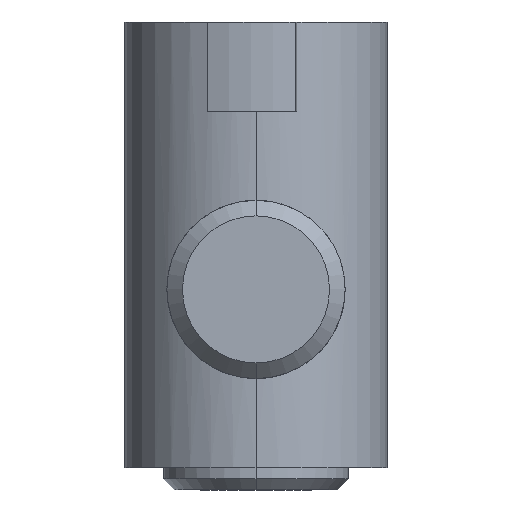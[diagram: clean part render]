
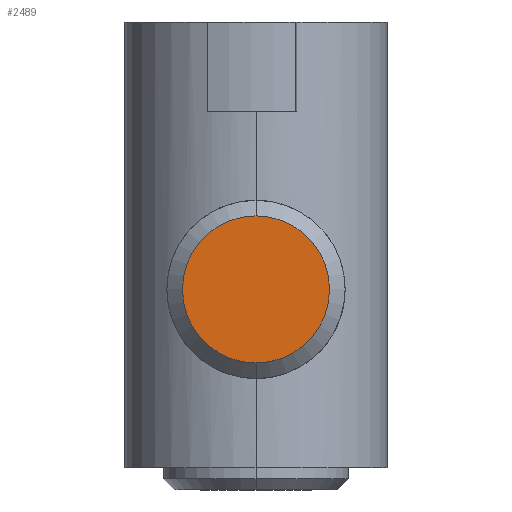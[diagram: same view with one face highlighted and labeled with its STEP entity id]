
A CAD part, left-side view. The second image highlights one B-rep face of the part: STEP entity #2489.
In plain terms, the highlighted planar face has unit normal (-1, 0, 0).
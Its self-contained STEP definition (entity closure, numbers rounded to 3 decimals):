
#20 = EDGE_CURVE ( 'NONE', #3498, #1990, #2255, .T. ) ;
#193 = AXIS2_PLACEMENT_3D ( 'NONE', #451, #769, #3617 ) ;
#272 = DIRECTION ( 'NONE',  ( 1., 0., 0. ) ) ;
#451 = CARTESIAN_POINT ( 'NONE',  ( -7.53, 0., 0. ) ) ;
#611 = CARTESIAN_POINT ( 'NONE',  ( -7.53, 3.63, 3.63 ) ) ;
#769 = DIRECTION ( 'NONE',  ( 1., 0., 0. ) ) ;
#771 = AXIS2_PLACEMENT_3D ( 'NONE', #611, #3343, #1655 ) ;
#878 = CARTESIAN_POINT ( 'NONE',  ( -7.53, 0., 3.3 ) ) ;
#1254 = ORIENTED_EDGE ( 'NONE', *, *, #2927, .F. ) ;
#1332 = DIRECTION ( 'NONE',  ( 0., 0., -1. ) ) ;
#1655 = DIRECTION ( 'NONE',  ( 0., 0., -1. ) ) ;
#1682 = ORIENTED_EDGE ( 'NONE', *, *, #20, .F. ) ;
#1957 = FACE_OUTER_BOUND ( 'NONE', #2376, .T. ) ;
#1990 = VERTEX_POINT ( 'NONE', #3107 ) ;
#2255 = CIRCLE ( 'NONE', #2903, 3.3 ) ;
#2376 = EDGE_LOOP ( 'NONE', ( #1254, #1682 ) ) ;
#2489 = ADVANCED_FACE ( 'NONE', ( #1957 ), #2651, .F. ) ;
#2640 = CIRCLE ( 'NONE', #193, 3.3 ) ;
#2651 = PLANE ( 'NONE',  #771 ) ;
#2665 = CARTESIAN_POINT ( 'NONE',  ( -7.53, 0., 0. ) ) ;
#2903 = AXIS2_PLACEMENT_3D ( 'NONE', #2665, #272, #1332 ) ;
#2927 = EDGE_CURVE ( 'NONE', #1990, #3498, #2640, .T. ) ;
#3107 = CARTESIAN_POINT ( 'NONE',  ( -7.53, 0., -3.3 ) ) ;
#3343 = DIRECTION ( 'NONE',  ( 1., 0., 0. ) ) ;
#3498 = VERTEX_POINT ( 'NONE', #878 ) ;
#3617 = DIRECTION ( 'NONE',  ( 0., 0., -1. ) ) ;
